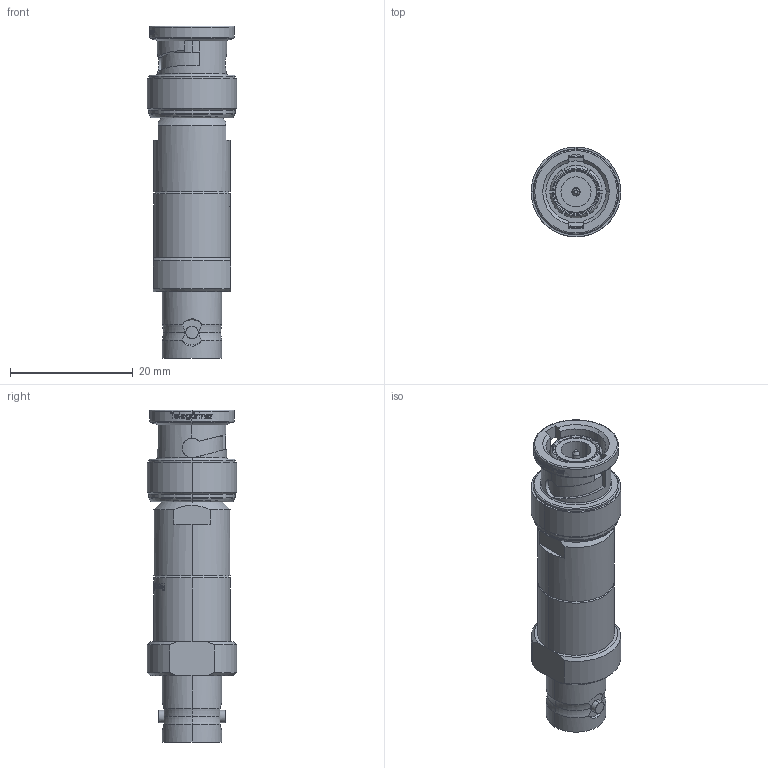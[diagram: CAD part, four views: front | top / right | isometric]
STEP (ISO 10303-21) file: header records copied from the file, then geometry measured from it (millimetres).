
FILE_DESCRIPTION (( 'STEP AP214' ), '1' );
FILE_NAME ('J01006A0834.STEP', '2019-07-04T07:56:28', ( '' ), ( '' ), 'SwSTEP 2.0', 'SolidWorks 2018', '' );
FILE_SCHEMA (( 'AUTOMOTIVE_DESIGN' ));
Length unit declared in the file: millimetre
Products named in the file (1): J01006A0834
Bounding box: 14.6 x 14.6 x 54 mm (x, y, z)
Volume: 5875.6 mm3; surface area: 3242.5 mm2
Topology: 1 solids, 1 shells, 960 faces, 2504 edges, 1657 vertices
Faces by surface type: bspline 420, plane 309, cylinder 161, cone 42, torus 28
Entity records: 62798 total; most frequent: CARTESIAN_POINT 32257, ORIENTED_EDGE 5008, DIRECTION 2682, EDGE_CURVE 2504, VERTEX_POINT 1657, B_SPLINE_CURVE_WITH_KNOTS 1331, EDGE_LOOP 1075, AXIS2_PLACEMENT_3D 1011
